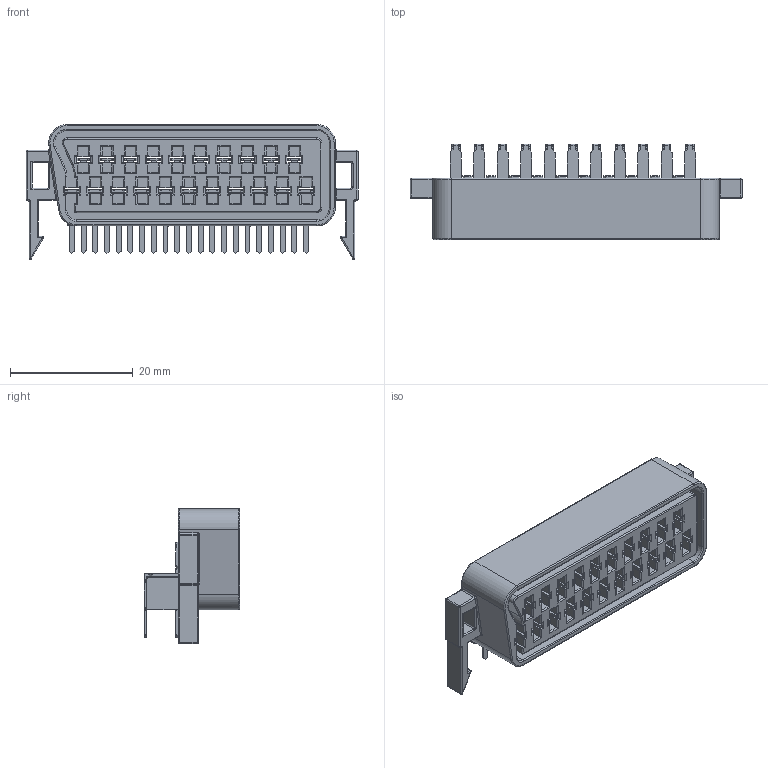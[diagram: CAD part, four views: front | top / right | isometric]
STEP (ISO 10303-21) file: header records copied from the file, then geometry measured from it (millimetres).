
FILE_DESCRIPTION(/* description */ (''),/* implementation_level */ '2;1');
FILE_NAME(/* name */ 'SCART connector.step',/* time_stamp */ '2020-10-04T17:43:12+02:00',/* author */ (''),/* organization */ (''),/* preprocessor_version */ 'ST-DEVELOPER v18.1',/* originating_system */ 'Autodesk Translation Framework v9.3.0.1241',/* authorisation */ '');
FILE_SCHEMA (('AUTOMOTIVE_DESIGN { 1 0 10303 214 3 1 1 }'));
Length unit declared in the file: millimetre
Products named in the file (1): scart
Bounding box: 54 x 15.5 x 21.96 mm (x, y, z)
Volume: 6002.3 mm3; surface area: 9697.2 mm2
Topology: 22 solids, 22 shells, 1962 faces, 5374 edges, 3444 vertices
Faces by surface type: plane 1021, cylinder 882, torus 40, sphere 16, bspline 3
Entity records: 62029 total; most frequent: CARTESIAN_POINT 10877, DIRECTION 10853, ORIENTED_EDGE 10748, EDGE_CURVE 5374, LINE 3807, VECTOR 3807, AXIS2_PLACEMENT_3D 3523, VERTEX_POINT 3444
